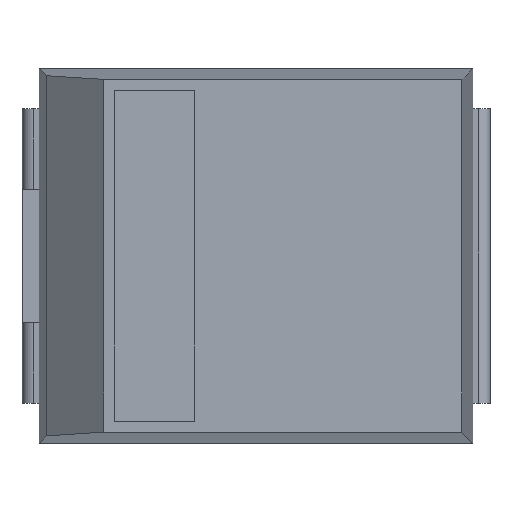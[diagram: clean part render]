
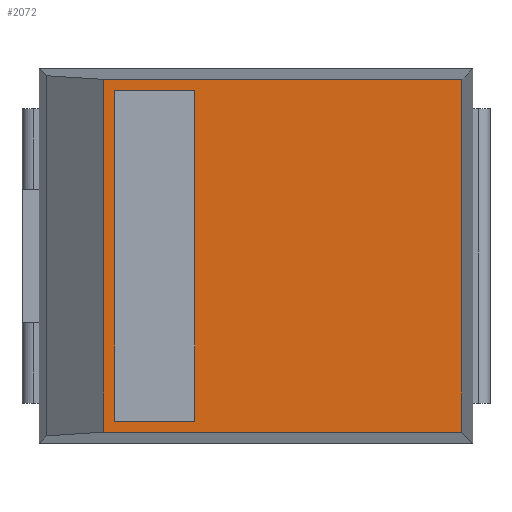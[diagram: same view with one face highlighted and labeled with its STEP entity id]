
A CAD part, top view. The second image highlights one B-rep face of the part: STEP entity #2072.
In plain terms, the highlighted planar face has unit normal (0, 0, 1).
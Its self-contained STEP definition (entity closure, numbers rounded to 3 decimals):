
#867 = VERTEX_POINT('',#868);
#868 = CARTESIAN_POINT('',(1.539,1.319,2.1));
#873 = EDGE_CURVE('',#874,#867,#876,.T.);
#874 = VERTEX_POINT('',#875);
#875 = CARTESIAN_POINT('',(1.539,-1.319,2.1));
#876 = LINE('',#877,#878);
#877 = CARTESIAN_POINT('',(1.539,-1.319,2.1));
#878 = VECTOR('',#879,1.);
#879 = DIRECTION('',(0.,1.,0.));
#1512 = EDGE_CURVE('',#1513,#874,#1515,.T.);
#1513 = VERTEX_POINT('',#1514);
#1514 = CARTESIAN_POINT('',(-1.139,-1.319,2.1));
#1515 = LINE('',#1516,#1517);
#1516 = CARTESIAN_POINT('',(-1.539,-1.319,2.1));
#1517 = VECTOR('',#1518,1.);
#1518 = DIRECTION('',(1.,0.,0.));
#1802 = VERTEX_POINT('',#1803);
#1803 = CARTESIAN_POINT('',(-1.139,1.319,2.1));
#2060 = EDGE_CURVE('',#867,#1802,#2061,.T.);
#2061 = LINE('',#2062,#2063);
#2062 = CARTESIAN_POINT('',(1.539,1.319,2.1));
#2063 = VECTOR('',#2064,1.);
#2064 = DIRECTION('',(-1.,0.,0.));
#2072 = ADVANCED_FACE('',(#2073,#2086),#2120,.F.);
#2073 = FACE_BOUND('',#2074,.F.);
#2074 = EDGE_LOOP('',(#2075,#2076,#2077,#2078));
#2075 = ORIENTED_EDGE('',*,*,#2060,.F.);
#2076 = ORIENTED_EDGE('',*,*,#873,.F.);
#2077 = ORIENTED_EDGE('',*,*,#1512,.F.);
#2078 = ORIENTED_EDGE('',*,*,#2079,.F.);
#2079 = EDGE_CURVE('',#1802,#1513,#2080,.T.);
#2080 = B_SPLINE_CURVE_WITH_KNOTS('',2,(#2081,#2082,#2083,#2084,#2085),
.UNSPECIFIED.,.F.,.F.,(3,1,1,3),(-0.189,-0.028,
2.666,2.827),.UNSPECIFIED.);
#2081 = CARTESIAN_POINT('',(-1.139,1.508,2.1));
#2082 = CARTESIAN_POINT('',(-1.139,1.428,2.1));
#2083 = CARTESIAN_POINT('',(-1.139,0.,2.1));
#2084 = CARTESIAN_POINT('',(-1.139,-1.428,2.1));
#2085 = CARTESIAN_POINT('',(-1.139,-1.508,2.1));
#2086 = FACE_BOUND('',#2087,.F.);
#2087 = EDGE_LOOP('',(#2088,#2098,#2106,#2114));
#2088 = ORIENTED_EDGE('',*,*,#2089,.T.);
#2089 = EDGE_CURVE('',#2090,#2092,#2094,.T.);
#2090 = VERTEX_POINT('',#2091);
#2091 = CARTESIAN_POINT('',(-0.458,1.238,2.1));
#2092 = VERTEX_POINT('',#2093);
#2093 = CARTESIAN_POINT('',(-1.058,1.238,2.1));
#2094 = LINE('',#2095,#2096);
#2095 = CARTESIAN_POINT('',(-0.458,1.238,2.1));
#2096 = VECTOR('',#2097,1.);
#2097 = DIRECTION('',(-1.,0.,0.));
#2098 = ORIENTED_EDGE('',*,*,#2099,.T.);
#2099 = EDGE_CURVE('',#2092,#2100,#2102,.T.);
#2100 = VERTEX_POINT('',#2101);
#2101 = CARTESIAN_POINT('',(-1.058,-1.238,2.1));
#2102 = LINE('',#2103,#2104);
#2103 = CARTESIAN_POINT('',(-1.058,1.238,2.1));
#2104 = VECTOR('',#2105,1.);
#2105 = DIRECTION('',(0.,-1.,0.));
#2106 = ORIENTED_EDGE('',*,*,#2107,.T.);
#2107 = EDGE_CURVE('',#2100,#2108,#2110,.T.);
#2108 = VERTEX_POINT('',#2109);
#2109 = CARTESIAN_POINT('',(-0.458,-1.238,2.1));
#2110 = LINE('',#2111,#2112);
#2111 = CARTESIAN_POINT('',(-1.058,-1.238,2.1));
#2112 = VECTOR('',#2113,1.);
#2113 = DIRECTION('',(1.,0.,0.));
#2114 = ORIENTED_EDGE('',*,*,#2115,.T.);
#2115 = EDGE_CURVE('',#2108,#2090,#2116,.T.);
#2116 = LINE('',#2117,#2118);
#2117 = CARTESIAN_POINT('',(-0.458,-1.238,2.1));
#2118 = VECTOR('',#2119,1.);
#2119 = DIRECTION('',(0.,1.,0.));
#2120 = PLANE('',#2121);
#2121 = AXIS2_PLACEMENT_3D('',#2122,#2123,#2124);
#2122 = CARTESIAN_POINT('',(1.539,-1.319,2.1));
#2123 = DIRECTION('',(0.,0.,-1.));
#2124 = DIRECTION('',(-0.759,0.651,0.));
